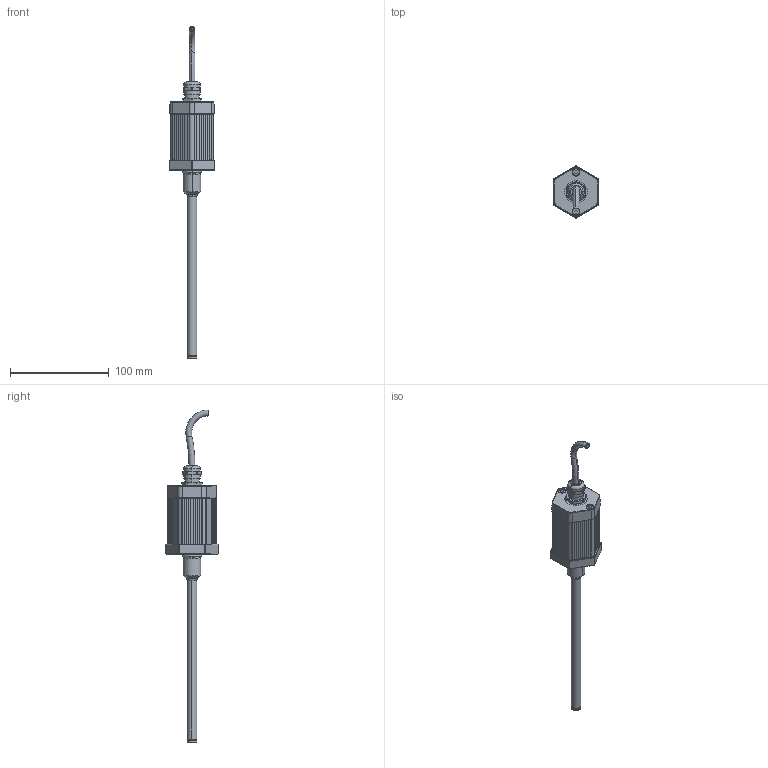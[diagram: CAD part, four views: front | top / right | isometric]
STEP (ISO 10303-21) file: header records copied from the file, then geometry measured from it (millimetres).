
FILE_DESCRIPTION (( 'STEP AP214' ), '1' );
FILE_NAME ('TH1-0100-102-___-20_.STEP', '2014-07-04T06:40:37', ( 'dummy' ), ( 'Microsoft' ), 'SwSTEP 2.0', 'SolidWorks 2013', '' );
FILE_SCHEMA (( 'AUTOMOTIVE_DESIGN' ));
Length unit declared in the file: millimetre
Products named in the file (1): TH1-0100-102-___-20_
Bounding box: 46 x 52.96 x 336.84 mm (x, y, z)
Surface area: 28053.7 mm2 (no closed solid volume)
Topology: 0 solids, 62 shells, 485 faces, 2781 edges, 2338 vertices
Faces by surface type: plane 271, cylinder 107, torus 46, cone 30, bspline 27, sphere 4
Entity records: 37764 total; most frequent: CARTESIAN_POINT 13120, ORIENTED_EDGE 3437, DIRECTION 3306, EDGE_CURVE 2781, VERTEX_POINT 2338, LINE 1546, VECTOR 1546, AXIS2_PLACEMENT_3D 880
